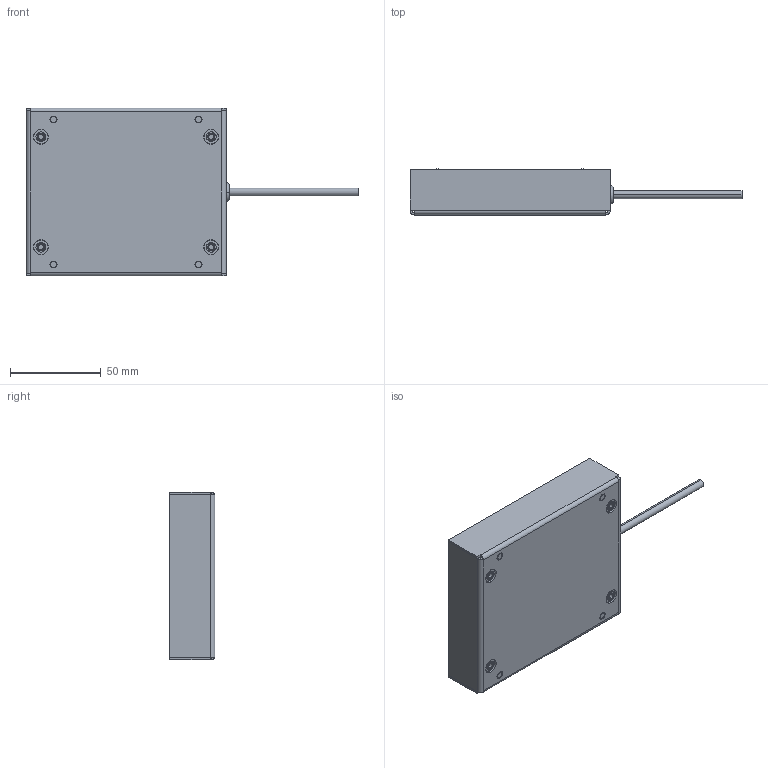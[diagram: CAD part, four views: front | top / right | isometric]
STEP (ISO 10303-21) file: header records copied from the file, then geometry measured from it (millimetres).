
FILE_DESCRIPTION((''),'2;1');
FILE_NAME('192819_ASM','2016-01-21T',('pdmadmin'),(''),'PRO/ENGINEER BY PARAMETRIC TECHNOLOGY CORPORATION, 2013230','PRO/ENGINEER BY PARAMETRIC TECHNOLOGY CORPORATION, 2013230','');
FILE_SCHEMA(('CONFIG_CONTROL_DESIGN'));
Length unit declared in the file: inch
Products named in the file (11): 60071; PEM_STUD_4-40-8; PEM_STUD_B-M4-1; 60071_ASM; 56880; 60070; PHPS_440_316; 61384; 116946; LEDRB70X70M-72267_ASM; 192819_ASM
Assembly tree (22 placements, depth 4):
  192819_ASM
    LEDRB70X70M-72267_ASM
      60071_ASM
        60071
        PEM_STUD_4-40-8  x4
        PEM_STUD_B-M4-1  x4
      56880  x4
      60070
      PHPS_440_316  x4
      61384
      116946
Bounding box: 183.16 x 25.26 x 92.61 mm (x, y, z)
Volume: 40716.6 mm3; surface area: 64083.8 mm2
Topology: 20 solids, 24 shells, 562 faces, 1372 edges, 880 vertices
Faces by surface type: cylinder 276, plane 170, bspline 48, cone 40, torus 20, sphere 8
Entity records: 10401 total; most frequent: CARTESIAN_POINT 4855, DIRECTION 1149, ORIENTED_EDGE 1060, EDGE_CURVE 532, AXIS2_PLACEMENT_3D 449, VERTEX_POINT 337, EDGE_LOOP 259, VECTOR 251
